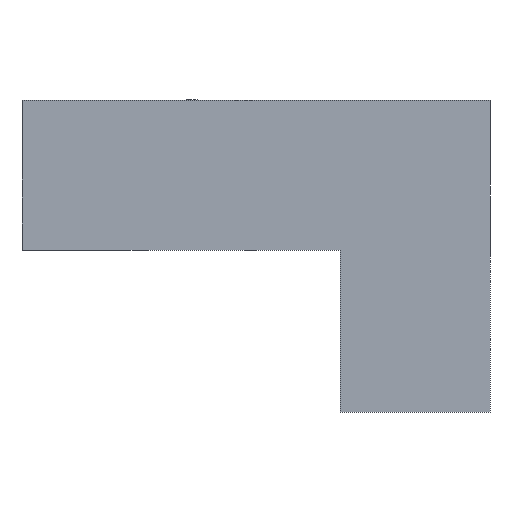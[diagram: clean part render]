
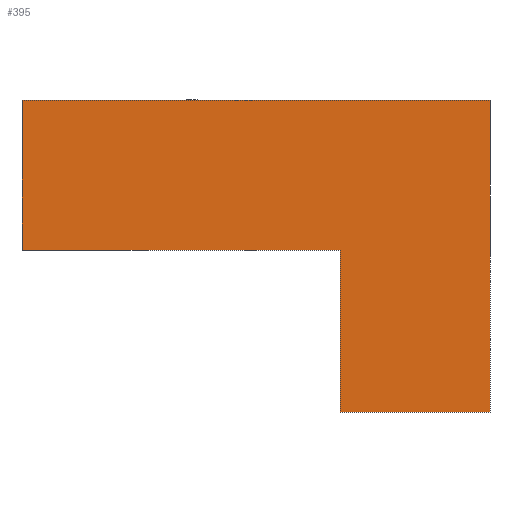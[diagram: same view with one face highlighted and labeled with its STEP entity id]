
A CAD part, front view. The second image highlights one B-rep face of the part: STEP entity #395.
In plain terms, the highlighted planar face has unit normal (0, -1, 0).
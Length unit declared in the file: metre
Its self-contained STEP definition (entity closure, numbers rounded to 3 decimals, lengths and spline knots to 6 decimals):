
#23=ORIENTED_EDGE('',*,*,#137,.T.);
#24=ORIENTED_EDGE('',*,*,#138,.T.);
#25=ORIENTED_EDGE('',*,*,#139,.T.);
#26=ORIENTED_EDGE('',*,*,#140,.T.);
#27=ORIENTED_EDGE('',*,*,#141,.T.);
#28=ORIENTED_EDGE('',*,*,#142,.T.);
#137=EDGE_CURVE('',#194,#195,#231,.T.);
#138=EDGE_CURVE('',#195,#196,#232,.T.);
#139=EDGE_CURVE('',#196,#197,#233,.T.);
#140=EDGE_CURVE('',#197,#198,#234,.T.);
#141=EDGE_CURVE('',#198,#199,#235,.T.);
#142=EDGE_CURVE('',#199,#194,#236,.T.);
#194=VERTEX_POINT('',#576);
#195=VERTEX_POINT('',#577);
#196=VERTEX_POINT('',#579);
#197=VERTEX_POINT('',#581);
#198=VERTEX_POINT('',#583);
#199=VERTEX_POINT('',#585);
#231=LINE('',#575,#279);
#232=LINE('',#578,#280);
#233=LINE('',#580,#281);
#234=LINE('',#582,#282);
#235=LINE('',#584,#283);
#236=LINE('',#586,#284);
#279=VECTOR('',#465,1.);
#280=VECTOR('',#466,1.);
#281=VECTOR('',#467,1.);
#282=VECTOR('',#468,1.);
#283=VECTOR('',#469,1.);
#284=VECTOR('',#470,1.);
#327=EDGE_LOOP('',(#23,#24,#25,#26,#27,#28));
#351=FACE_BOUND('',#327,.T.);
#375=PLANE('',#430);
#395=ADVANCED_FACE('',(#351),#375,.T.);
#430=AXIS2_PLACEMENT_3D('',#574,#463,#464);
#463=DIRECTION('',(0.,-1.,0.));
#464=DIRECTION('',(1.,0.,0.));
#465=DIRECTION('',(-1.,0.,0.));
#466=DIRECTION('',(0.,0.,-1.));
#467=DIRECTION('',(1.,0.,0.));
#468=DIRECTION('',(0.,0.,-1.));
#469=DIRECTION('',(1.,0.,0.));
#470=DIRECTION('',(0.,0.,1.));
#574=CARTESIAN_POINT('',(0.0085,-0.008,-0.0002));
#575=CARTESIAN_POINT('',(0.0085,-0.008,0.005));
#576=CARTESIAN_POINT('',(0.017,-0.008,0.005));
#577=CARTESIAN_POINT('',(0.0014,-0.008,0.005));
#578=CARTESIAN_POINT('',(0.0014,-0.008,0.0025));
#579=CARTESIAN_POINT('',(0.0014,-0.008,0.));
#580=CARTESIAN_POINT('',(0.006,-0.008,0.));
#581=CARTESIAN_POINT('',(0.012,-0.008,0.));
#582=CARTESIAN_POINT('',(0.012,-0.008,-0.0027));
#583=CARTESIAN_POINT('',(0.012,-0.008,-0.0054));
#584=CARTESIAN_POINT('',(0.0145,-0.008,-0.0054));
#585=CARTESIAN_POINT('',(0.017,-0.008,-0.0054));
#586=CARTESIAN_POINT('',(0.017,-0.008,-0.0002));
